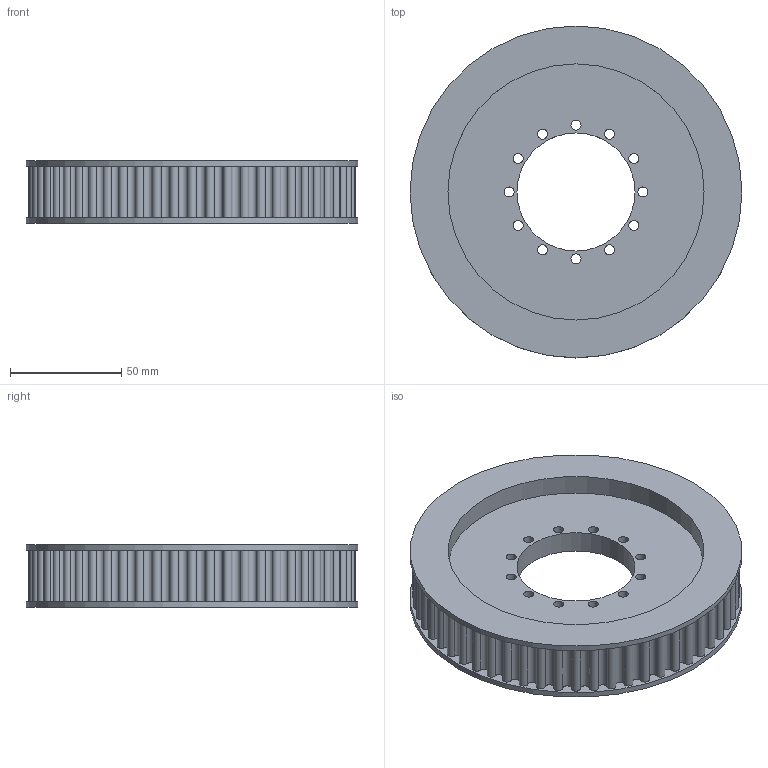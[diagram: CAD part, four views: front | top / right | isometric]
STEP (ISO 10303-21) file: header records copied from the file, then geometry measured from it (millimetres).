
FILE_DESCRIPTION(/* description */ (''),/* implementation_level */ '2;1');
FILE_NAME(/* name */ 'BM-21.step',/* time_stamp */ '2024-05-09T15:50:46+01:00',/* author */ (''),/* organization */ (''),/* preprocessor_version */ 'ST-DEVELOPER v20',/* originating_system */ 'Autodesk Translation Framework v12.20.1.177',/* authorisation */ '');
FILE_SCHEMA (('AUTOMOTIVE_DESIGN { 1 0 10303 214 3 1 1 }'));
Length unit declared in the file: millimetre
Products named in the file (1): BM-21
Bounding box: 149 x 149 x 28 mm (x, y, z)
Volume: 243675.4 mm3; surface area: 61392.9 mm2
Topology: 1 solids, 1 shells, 135 faces, 387 edges, 258 vertices
Faces by surface type: cylinder 129, plane 6
Full cylindrical faces by diameter (mm): 4.5 x12, 53 x1, 115 x2, 149 x2
Entity records: 4664 total; most frequent: DIRECTION 917, CARTESIAN_POINT 781, ORIENTED_EDGE 774, AXIS2_PLACEMENT_3D 394, EDGE_CURVE 387, CIRCLE 258, VERTEX_POINT 258, EDGE_LOOP 165
